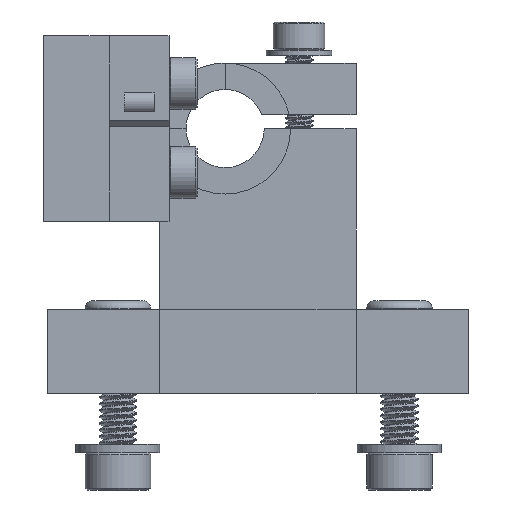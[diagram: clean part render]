
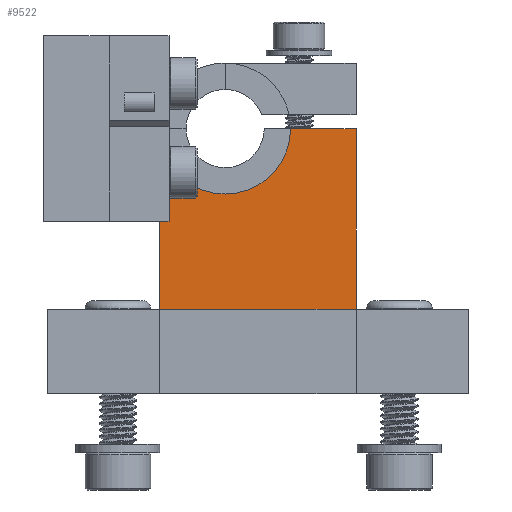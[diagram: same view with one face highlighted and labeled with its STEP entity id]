
A CAD part, left-side view. The second image highlights one B-rep face of the part: STEP entity #9522.
In plain terms, the highlighted planar face has unit normal (-1, 0, 0).
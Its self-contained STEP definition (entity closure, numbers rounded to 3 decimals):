
#481=PLANE('',#10435);
#1543=LINE('',#30618,#2224);
#1556=LINE('',#30645,#2237);
#1586=LINE('',#30706,#2267);
#1598=LINE('',#30731,#2279);
#2224=VECTOR('',#12347,1.);
#2237=VECTOR('',#12374,1.);
#2267=VECTOR('',#12426,1.);
#2279=VECTOR('',#12442,1.);
#3116=FACE_OUTER_BOUND('',#3676,.T.);
#3676=EDGE_LOOP('',(#8588,#8589,#8590,#8591,#8592));
#4014=CIRCLE('',#10436,7.);
#4729=VERTEX_POINT('',#30538);
#4755=VERTEX_POINT('',#30616);
#4762=VERTEX_POINT('',#30644);
#4782=VERTEX_POINT('',#30705);
#4793=VERTEX_POINT('',#30729);
#6027=EDGE_CURVE('',#4729,#4755,#1543,.T.);
#6040=EDGE_CURVE('',#4729,#4762,#1556,.T.);
#6070=EDGE_CURVE('',#4755,#4782,#1586,.T.);
#6082=EDGE_CURVE('',#4782,#4793,#4014,.T.);
#6083=EDGE_CURVE('',#4762,#4793,#1598,.T.);
#8588=ORIENTED_EDGE('',*,*,#6027,.T.);
#8589=ORIENTED_EDGE('',*,*,#6070,.T.);
#8590=ORIENTED_EDGE('',*,*,#6082,.T.);
#8591=ORIENTED_EDGE('',*,*,#6083,.F.);
#8592=ORIENTED_EDGE('',*,*,#6040,.F.);
#9522=ADVANCED_FACE('',(#3116),#481,.F.);
#10435=AXIS2_PLACEMENT_3D('',#30728,#12438,#12439);
#10436=AXIS2_PLACEMENT_3D('',#30730,#12440,#12441);
#12347=DIRECTION('',(0.,0.,1.));
#12374=DIRECTION('',(0.,1.,0.));
#12426=DIRECTION('',(0.,1.,0.));
#12438=DIRECTION('center_axis',(1.,0.,0.));
#12439=DIRECTION('ref_axis',(0.,1.,0.));
#12440=DIRECTION('center_axis',(1.,0.,0.));
#12441=DIRECTION('ref_axis',(0.,1.,0.));
#12442=DIRECTION('',(0.,0.,1.));
#30538=CARTESIAN_POINT('',(23.5,-14.,9.));
#30616=CARTESIAN_POINT('',(23.5,-14.,28.33));
#30618=CARTESIAN_POINT('',(23.5,-14.,0.));
#30644=CARTESIAN_POINT('',(23.5,7.,9.));
#30645=CARTESIAN_POINT('',(23.5,-26.,9.));
#30705=CARTESIAN_POINT('',(23.5,-7.,28.33));
#30706=CARTESIAN_POINT('',(23.5,-22.5,28.33));
#30728=CARTESIAN_POINT('Origin',(23.5,-14.,0.));
#30729=CARTESIAN_POINT('',(23.5,7.,28.33));
#30730=CARTESIAN_POINT('Origin',(23.5,0.,28.33));
#30731=CARTESIAN_POINT('',(23.5,7.,0.));
